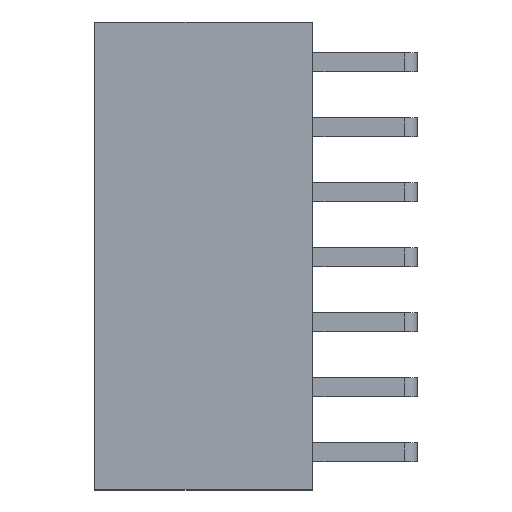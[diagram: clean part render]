
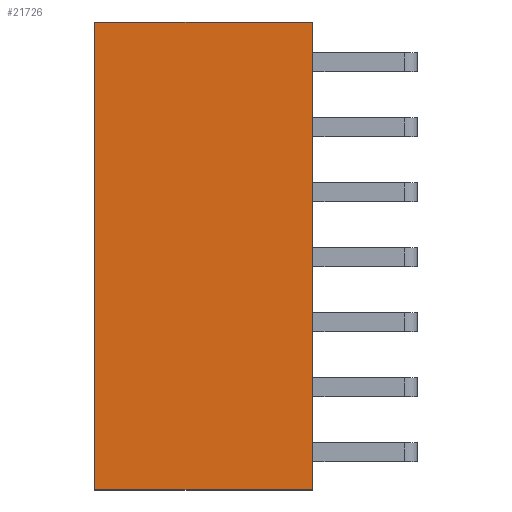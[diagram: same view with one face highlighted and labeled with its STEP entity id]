
A CAD part, top view. The second image highlights one B-rep face of the part: STEP entity #21726.
In plain terms, the highlighted face is planar.
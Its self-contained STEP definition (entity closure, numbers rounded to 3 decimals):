
#2300=ORIENTED_EDGE('',*,*,#6324,.T.);
#2301=ORIENTED_EDGE('',*,*,#6325,.T.);
#2302=ORIENTED_EDGE('',*,*,#6326,.T.);
#2303=ORIENTED_EDGE('',*,*,#6327,.T.);
#6324=EDGE_CURVE('',#8210,#8211,#9850,.T.);
#6325=EDGE_CURVE('',#8211,#8212,#9851,.T.);
#6326=EDGE_CURVE('',#8212,#8213,#9852,.T.);
#6327=EDGE_CURVE('',#8213,#8210,#9853,.T.);
#8210=VERTEX_POINT('',#30487);
#8211=VERTEX_POINT('',#30488);
#8212=VERTEX_POINT('',#30490);
#8213=VERTEX_POINT('',#30492);
#9850=LINE('',#30486,#11820);
#9851=LINE('',#30489,#11821);
#9852=LINE('',#30491,#11822);
#9853=LINE('',#30493,#11823);
#11820=VECTOR('',#25464,1000.);
#11821=VECTOR('',#25465,1000.);
#11822=VECTOR('',#25466,1000.);
#11823=VECTOR('',#25467,1000.);
#12832=EDGE_LOOP('',(#2300,#2301,#2302,#2303));
#13752=FACE_BOUND('',#12832,.T.);
#14672=PLANE('',#22681);
#21726=ADVANCED_FACE('',(#13752),#14672,.T.);
#22681=AXIS2_PLACEMENT_3D('',#30485,#25462,#25463);
#25462=DIRECTION('',(0.,1.,0.));
#25463=DIRECTION('',(0.,0.,1.));
#25464=DIRECTION('',(0.,0.,1.));
#25465=DIRECTION('',(1.,0.,0.));
#25466=DIRECTION('',(0.,0.,-1.));
#25467=DIRECTION('',(-1.,0.,0.));
#30485=CARTESIAN_POINT('',(0.,2.5,0.));
#30486=CARTESIAN_POINT('',(-9.14,2.5,-4.25));
#30487=CARTESIAN_POINT('',(-9.14,2.5,-4.25));
#30488=CARTESIAN_POINT('',(-9.14,2.5,4.25));
#30489=CARTESIAN_POINT('',(-9.14,2.5,4.25));
#30490=CARTESIAN_POINT('',(9.14,2.5,4.25));
#30491=CARTESIAN_POINT('',(9.14,2.5,4.25));
#30492=CARTESIAN_POINT('',(9.14,2.5,-4.25));
#30493=CARTESIAN_POINT('',(9.14,2.5,-4.25));
